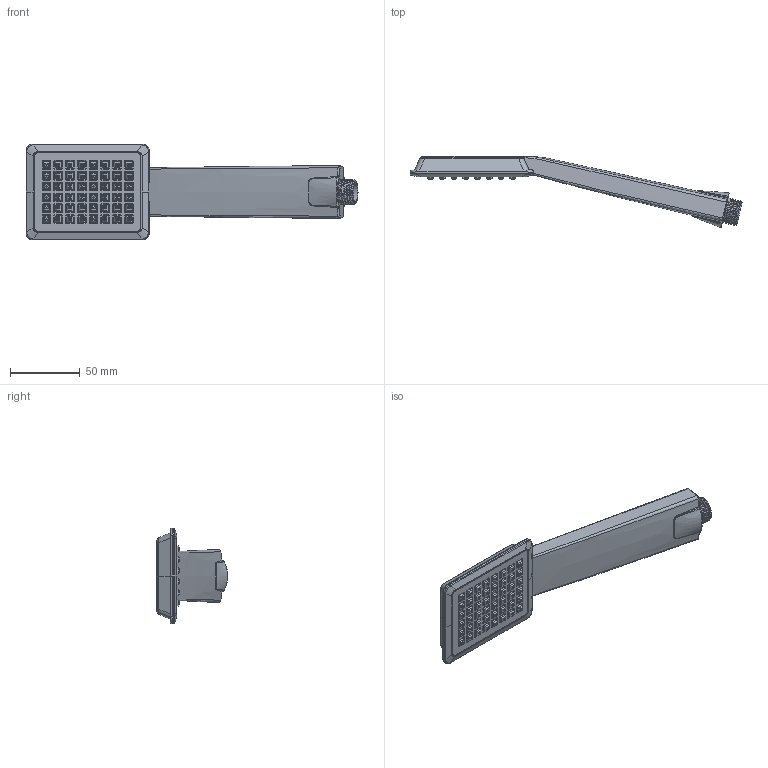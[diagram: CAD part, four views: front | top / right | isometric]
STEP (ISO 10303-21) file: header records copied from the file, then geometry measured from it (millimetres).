
FILE_DESCRIPTION(/* description */ (''),/* implementation_level */ '2;1');
FILE_NAME(/* name */ 'FD8-101-22',/* time_stamp */ '2020-10-12T15:04:19+08:00',/* author */ (''),/* organization */ (''),/* preprocessor_version */ 'ST-DEVELOPER v9',/* originating_system */ 'UGS - NX 4.0',/* authorisation */ '');
FILE_SCHEMA (('CONFIG_CONTROL_DESIGN'));
Products named in the file (1): H139
Bounding box: 237.97 x 51.07 x 68.5 mm (x, y, z)
Volume: 90666.7 mm3; surface area: 80516.2 mm2
Topology: 5 solids, 5 shells, 2927 faces, 7349 edges, 4515 vertices
Faces by surface type: plane 1392, cylinder 877, bspline 385, torus 196, cone 65, extrusion 10, revolution 2
Full cylindrical faces by diameter (mm): 14.2 x1
Entity records: 94399 total; most frequent: CARTESIAN_POINT 25841, ORIENTED_EDGE 14592, DIRECTION 13533, EDGE_CURVE 7296, AXIS2_PLACEMENT_3D 4561, VERTEX_POINT 4513, VECTOR 4409, LINE 4399
